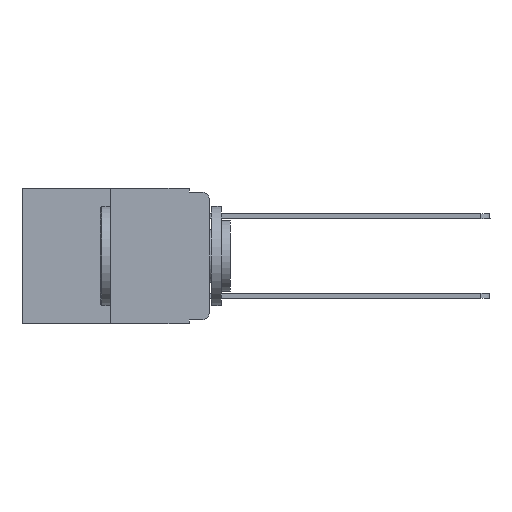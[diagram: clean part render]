
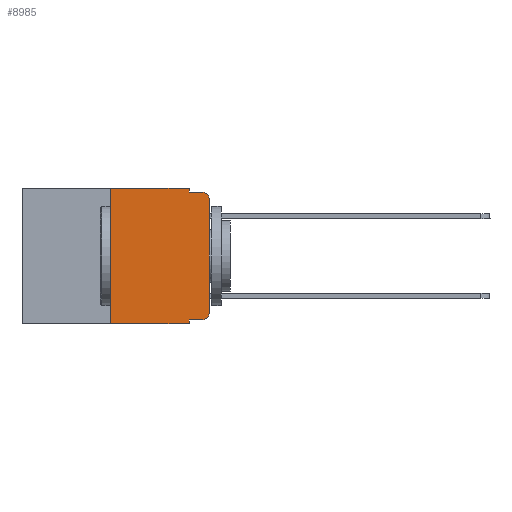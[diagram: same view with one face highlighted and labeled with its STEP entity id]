
A CAD part, left-side view. The second image highlights one B-rep face of the part: STEP entity #8985.
In plain terms, the highlighted planar face has unit normal (-1, 0, 0).
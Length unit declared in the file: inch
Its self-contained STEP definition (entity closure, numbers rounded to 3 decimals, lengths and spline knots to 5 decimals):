
#296 = EDGE_LOOP ( 'NONE', ( #16369, #6238, #7375, #3807, #5134, #16395, #12225, #592, #6638, #16202 ) ) ;
#314 = EDGE_CURVE ( 'NONE', #17818, #3454, #6379, .T. ) ;
#592 = ORIENTED_EDGE ( 'NONE', *, *, #6257, .F. ) ;
#611 = EDGE_CURVE ( 'NONE', #15371, #7856, #6128, .T. ) ;
#860 = LINE ( 'NONE', #11722, #11752 ) ;
#1323 = VECTOR ( 'NONE', #6304, 39.37008 ) ;
#1363 = VERTEX_POINT ( 'NONE', #8501 ) ;
#1662 = AXIS2_PLACEMENT_3D ( 'NONE', #4946, #1931, #18959 ) ;
#1727 = DIRECTION ( 'NONE',  ( 0., 0., 1. ) ) ;
#1931 = DIRECTION ( 'NONE',  ( -1., 0., 0. ) ) ;
#1983 = DIRECTION ( 'NONE',  ( 0., -1., 0. ) ) ;
#2124 = EDGE_CURVE ( 'NONE', #16275, #17818, #10891, .T. ) ;
#2179 = CARTESIAN_POINT ( 'NONE',  ( 0., 0.051, 0. ) ) ;
#2296 = DIRECTION ( 'NONE',  ( -1., 0., 0. ) ) ;
#2388 = CARTESIAN_POINT ( 'NONE',  ( 0., 0.02, -0.333 ) ) ;
#2521 = EDGE_CURVE ( 'NONE', #5931, #4721, #6054, .T. ) ;
#2561 = CARTESIAN_POINT ( 'NONE',  ( 0., 0.25, 0. ) ) ;
#2797 = DIRECTION ( 'NONE',  ( 0., -1., 0. ) ) ;
#2879 = PLANE ( 'NONE',  #5960 ) ;
#3400 = CIRCLE ( 'NONE', #6799, 0.02 ) ;
#3454 = VERTEX_POINT ( 'NONE', #7616 ) ;
#3807 = ORIENTED_EDGE ( 'NONE', *, *, #14602, .F. ) ;
#4721 = VERTEX_POINT ( 'NONE', #7498 ) ;
#4844 = DIRECTION ( 'NONE',  ( 0., -1., 0. ) ) ;
#4850 = CARTESIAN_POINT ( 'NONE',  ( 0., 0.051, -0.333 ) ) ;
#4858 = VECTOR ( 'NONE', #19505, 39.37008 ) ;
#4938 = CARTESIAN_POINT ( 'NONE',  ( 0., 0., 0. ) ) ;
#4946 = CARTESIAN_POINT ( 'NONE',  ( 0., 0.02, -0.313 ) ) ;
#5020 = CARTESIAN_POINT ( 'NONE',  ( 0., 0.473, -0.343 ) ) ;
#5134 = ORIENTED_EDGE ( 'NONE', *, *, #611, .F. ) ;
#5517 = EDGE_CURVE ( 'NONE', #5931, #15371, #14375, .T. ) ;
#5603 = CARTESIAN_POINT ( 'NONE',  ( 0., 0.051, 0. ) ) ;
#5810 = LINE ( 'NONE', #5603, #4858 ) ;
#5931 = VERTEX_POINT ( 'NONE', #6131 ) ;
#5960 = AXIS2_PLACEMENT_3D ( 'NONE', #7551, #10448, #18355 ) ;
#6054 = LINE ( 'NONE', #5020, #13794 ) ;
#6128 = LINE ( 'NONE', #13912, #7571 ) ;
#6131 = CARTESIAN_POINT ( 'NONE',  ( 0., 0.25, -0.343 ) ) ;
#6238 = ORIENTED_EDGE ( 'NONE', *, *, #14101, .T. ) ;
#6257 = EDGE_CURVE ( 'NONE', #16275, #4721, #7839, .T. ) ;
#6304 = DIRECTION ( 'NONE',  ( 0., 0., 1. ) ) ;
#6379 = CIRCLE ( 'NONE', #1662, 0.02 ) ;
#6529 = VECTOR ( 'NONE', #2797, 39.37008 ) ;
#6638 = ORIENTED_EDGE ( 'NONE', *, *, #2124, .T. ) ;
#6799 = AXIS2_PLACEMENT_3D ( 'NONE', #17705, #2296, #19259 ) ;
#7375 = ORIENTED_EDGE ( 'NONE', *, *, #11273, .F. ) ;
#7498 = CARTESIAN_POINT ( 'NONE',  ( 0., 0.051, -0.343 ) ) ;
#7551 = CARTESIAN_POINT ( 'NONE',  ( 0., 0.473, 0. ) ) ;
#7571 = VECTOR ( 'NONE', #1983, 39.37008 ) ;
#7616 = CARTESIAN_POINT ( 'NONE',  ( 0., 0., -0.313 ) ) ;
#7762 = FACE_OUTER_BOUND ( 'NONE', #296, .T. ) ;
#7839 = LINE ( 'NONE', #2179, #13141 ) ;
#7856 = VERTEX_POINT ( 'NONE', #14916 ) ;
#8501 = CARTESIAN_POINT ( 'NONE',  ( 0., 0.02, -0.01 ) ) ;
#8588 = VERTEX_POINT ( 'NONE', #8850 ) ;
#8850 = CARTESIAN_POINT ( 'NONE',  ( 0., 0.051, -0.01 ) ) ;
#8881 = CARTESIAN_POINT ( 'NONE',  ( 0., 0., -0.03 ) ) ;
#8985 = ADVANCED_FACE ( 'NONE', ( #7762 ), #2879, .F. ) ;
#9543 = VERTEX_POINT ( 'NONE', #8881 ) ;
#10448 = DIRECTION ( 'NONE',  ( 1., 0., 0. ) ) ;
#10891 = LINE ( 'NONE', #16643, #6529 ) ;
#11273 = EDGE_CURVE ( 'NONE', #8588, #1363, #860, .T. ) ;
#11516 = DIRECTION ( 'NONE',  ( 0., 0., -1. ) ) ;
#11722 = CARTESIAN_POINT ( 'NONE',  ( 0., 0.051, -0.01 ) ) ;
#11752 = VECTOR ( 'NONE', #13289, 39.37008 ) ;
#12225 = ORIENTED_EDGE ( 'NONE', *, *, #2521, .T. ) ;
#12539 = CARTESIAN_POINT ( 'NONE',  ( 0., 0.25, 0. ) ) ;
#13141 = VECTOR ( 'NONE', #11516, 39.37008 ) ;
#13289 = DIRECTION ( 'NONE',  ( 0., -1., 0. ) ) ;
#13794 = VECTOR ( 'NONE', #4844, 39.37008 ) ;
#13912 = CARTESIAN_POINT ( 'NONE',  ( 0., 0.473, 0. ) ) ;
#14101 = EDGE_CURVE ( 'NONE', #9543, #1363, #3400, .T. ) ;
#14375 = LINE ( 'NONE', #12539, #1323 ) ;
#14602 = EDGE_CURVE ( 'NONE', #7856, #8588, #5810, .T. ) ;
#14916 = CARTESIAN_POINT ( 'NONE',  ( 0., 0.051, 0. ) ) ;
#15371 = VERTEX_POINT ( 'NONE', #2561 ) ;
#16202 = ORIENTED_EDGE ( 'NONE', *, *, #314, .T. ) ;
#16275 = VERTEX_POINT ( 'NONE', #4850 ) ;
#16369 = ORIENTED_EDGE ( 'NONE', *, *, #19733, .T. ) ;
#16395 = ORIENTED_EDGE ( 'NONE', *, *, #5517, .F. ) ;
#16643 = CARTESIAN_POINT ( 'NONE',  ( 0., 0.051, -0.333 ) ) ;
#16703 = LINE ( 'NONE', #4938, #19338 ) ;
#17705 = CARTESIAN_POINT ( 'NONE',  ( 0., 0.02, -0.03 ) ) ;
#17818 = VERTEX_POINT ( 'NONE', #2388 ) ;
#18355 = DIRECTION ( 'NONE',  ( 0., 0., -1. ) ) ;
#18959 = DIRECTION ( 'NONE',  ( 0., 0., -1. ) ) ;
#19259 = DIRECTION ( 'NONE',  ( 0., 0., -1. ) ) ;
#19338 = VECTOR ( 'NONE', #1727, 39.37008 ) ;
#19505 = DIRECTION ( 'NONE',  ( 0., 0., -1. ) ) ;
#19733 = EDGE_CURVE ( 'NONE', #3454, #9543, #16703, .T. ) ;
